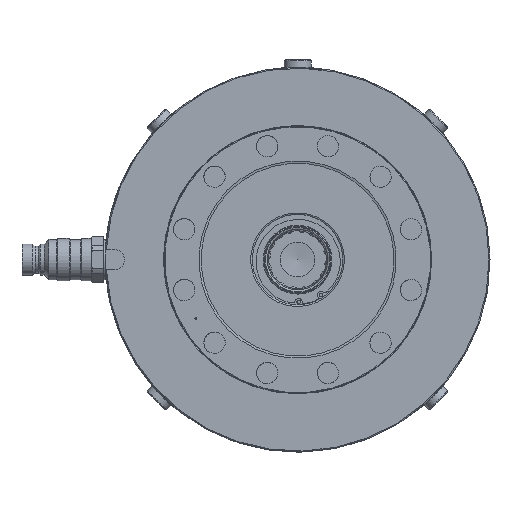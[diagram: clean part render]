
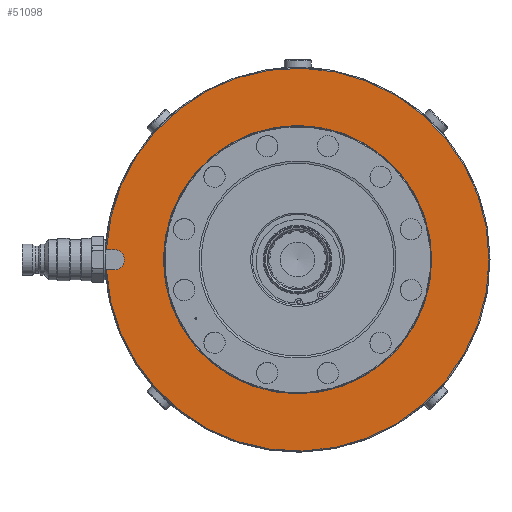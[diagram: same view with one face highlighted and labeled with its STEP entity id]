
A CAD part, front view. The second image highlights one B-rep face of the part: STEP entity #51098.
In plain terms, the highlighted planar face has unit normal (0, -1, 0).
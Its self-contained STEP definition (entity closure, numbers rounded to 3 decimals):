
#592 = DIRECTION ( 'NONE',  ( 0., 0., 1. ) ) ;
#755 = LINE ( 'NONE', #88800, #21530 ) ;
#1801 = CARTESIAN_POINT ( 'NONE',  ( -95.25, -130., -5.25 ) ) ;
#3243 = CIRCLE ( 'NONE', #73610, 99.5 ) ;
#8569 = VERTEX_POINT ( 'NONE', #1801 ) ;
#8777 = DIRECTION ( 'NONE',  ( 0., 1., 0. ) ) ;
#8867 = CARTESIAN_POINT ( 'NONE',  ( 0., -130., 69.75 ) ) ;
#9235 = EDGE_CURVE ( 'NONE', #24862, #32822, #69501, .T. ) ;
#9606 = FACE_OUTER_BOUND ( 'NONE', #97416, .T. ) ;
#9878 = VERTEX_POINT ( 'NONE', #8867 ) ;
#10618 = DIRECTION ( 'NONE',  ( 0., 1., 0. ) ) ;
#17427 = EDGE_CURVE ( 'NONE', #9878, #9878, #20295, .T. ) ;
#20295 = CIRCLE ( 'NONE', #100675, 69.75 ) ;
#21530 = VECTOR ( 'NONE', #55372, 1000. ) ;
#22533 = CARTESIAN_POINT ( 'NONE',  ( -99.361, -130., 5.25 ) ) ;
#22816 = CARTESIAN_POINT ( 'NONE',  ( -99.5, -130., 5.25 ) ) ;
#24118 = ORIENTED_EDGE ( 'NONE', *, *, #103295, .F. ) ;
#24862 = VERTEX_POINT ( 'NONE', #99053 ) ;
#25341 = DIRECTION ( 'NONE',  ( 0., 0., 1. ) ) ;
#32058 = CIRCLE ( 'NONE', #58857, 5.25 ) ;
#32822 = VERTEX_POINT ( 'NONE', #22533 ) ;
#35385 = ORIENTED_EDGE ( 'NONE', *, *, #48170, .F. ) ;
#40941 = DIRECTION ( 'NONE',  ( 0., 0., -1. ) ) ;
#45187 = AXIS2_PLACEMENT_3D ( 'NONE', #89290, #10618, #25341 ) ;
#48170 = EDGE_CURVE ( 'NONE', #8569, #24862, #32058, .T. ) ;
#50291 = VERTEX_POINT ( 'NONE', #73285 ) ;
#51098 = ADVANCED_FACE ( 'NONE', ( #9606, #74076 ), #91339, .F. ) ;
#51105 = VECTOR ( 'NONE', #101473, 1000. ) ;
#55372 = DIRECTION ( 'NONE',  ( 1., 0., 0. ) ) ;
#57098 = DIRECTION ( 'NONE',  ( 0., 0., 1. ) ) ;
#58300 = CARTESIAN_POINT ( 'NONE',  ( 0., -130., 0. ) ) ;
#58857 = AXIS2_PLACEMENT_3D ( 'NONE', #78590, #63421, #40941 ) ;
#58998 = ORIENTED_EDGE ( 'NONE', *, *, #92037, .F. ) ;
#60662 = CARTESIAN_POINT ( 'NONE',  ( 0., -130., 0. ) ) ;
#63421 = DIRECTION ( 'NONE',  ( 0., -1., 0. ) ) ;
#69501 = LINE ( 'NONE', #22816, #51105 ) ;
#72613 = EDGE_LOOP ( 'NONE', ( #102995 ) ) ;
#73285 = CARTESIAN_POINT ( 'NONE',  ( -99.361, -130., -5.25 ) ) ;
#73589 = ORIENTED_EDGE ( 'NONE', *, *, #9235, .F. ) ;
#73610 = AXIS2_PLACEMENT_3D ( 'NONE', #58300, #98035, #592 ) ;
#74076 = FACE_BOUND ( 'NONE', #72613, .T. ) ;
#78590 = CARTESIAN_POINT ( 'NONE',  ( -95.25, -130., 0. ) ) ;
#88800 = CARTESIAN_POINT ( 'NONE',  ( -99.5, -130., -5.25 ) ) ;
#89290 = CARTESIAN_POINT ( 'NONE',  ( 69.75, -130., 0. ) ) ;
#91339 = PLANE ( 'NONE',  #45187 ) ;
#92037 = EDGE_CURVE ( 'NONE', #32822, #50291, #3243, .T. ) ;
#97416 = EDGE_LOOP ( 'NONE', ( #58998, #73589, #35385, #24118 ) ) ;
#98035 = DIRECTION ( 'NONE',  ( 0., 1., 0. ) ) ;
#99053 = CARTESIAN_POINT ( 'NONE',  ( -95.25, -130., 5.25 ) ) ;
#100675 = AXIS2_PLACEMENT_3D ( 'NONE', #60662, #8777, #57098 ) ;
#101473 = DIRECTION ( 'NONE',  ( -1., 0., 0. ) ) ;
#102995 = ORIENTED_EDGE ( 'NONE', *, *, #17427, .T. ) ;
#103295 = EDGE_CURVE ( 'NONE', #50291, #8569, #755, .T. ) ;
